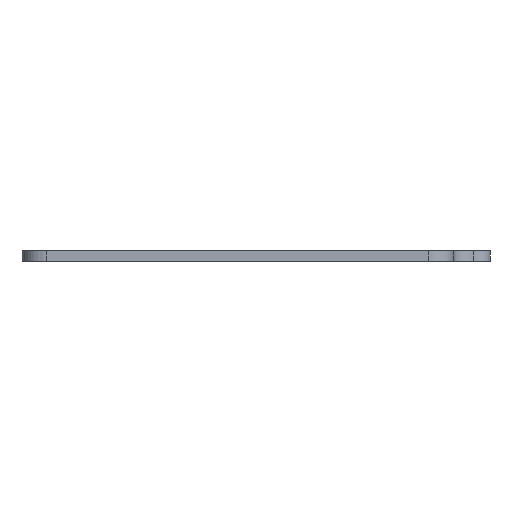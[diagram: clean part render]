
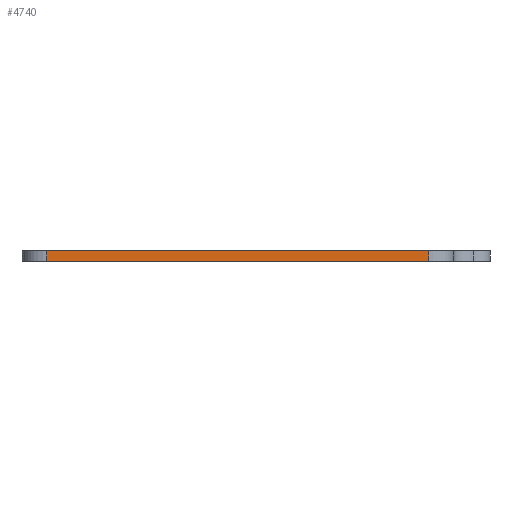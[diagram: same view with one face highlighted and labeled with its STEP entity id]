
A CAD part, front view. The second image highlights one B-rep face of the part: STEP entity #4740.
In plain terms, the highlighted planar face has unit normal (0, -1, 0).
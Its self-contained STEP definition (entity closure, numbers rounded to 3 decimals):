
#189 = VERTEX_POINT('',#190);
#190 = CARTESIAN_POINT('',(-1.75,-104.25,0.));
#197 = EDGE_CURVE('',#198,#189,#200,.T.);
#198 = VERTEX_POINT('',#199);
#199 = CARTESIAN_POINT('',(55.75,-104.25,0.));
#200 = LINE('',#201,#202);
#201 = CARTESIAN_POINT('',(55.75,-104.25,0.));
#202 = VECTOR('',#203,1.);
#203 = DIRECTION('',(-1.,0.,0.));
#2396 = VERTEX_POINT('',#2397);
#2397 = CARTESIAN_POINT('',(-1.75,-104.25,1.51));
#2404 = EDGE_CURVE('',#2405,#2396,#2407,.T.);
#2405 = VERTEX_POINT('',#2406);
#2406 = CARTESIAN_POINT('',(55.75,-104.25,1.51));
#2407 = LINE('',#2408,#2409);
#2408 = CARTESIAN_POINT('',(55.75,-104.25,1.51));
#2409 = VECTOR('',#2410,1.);
#2410 = DIRECTION('',(-1.,0.,0.));
#4712 = EDGE_CURVE('',#198,#2405,#4713,.T.);
#4713 = LINE('',#4714,#4715);
#4714 = CARTESIAN_POINT('',(55.75,-104.25,0.));
#4715 = VECTOR('',#4716,1.);
#4716 = DIRECTION('',(0.,0.,1.));
#4727 = EDGE_CURVE('',#189,#2396,#4728,.T.);
#4728 = LINE('',#4729,#4730);
#4729 = CARTESIAN_POINT('',(-1.75,-104.25,0.));
#4730 = VECTOR('',#4731,1.);
#4731 = DIRECTION('',(0.,0.,1.));
#4740 = ADVANCED_FACE('',(#4741),#4747,.T.);
#4741 = FACE_BOUND('',#4742,.T.);
#4742 = EDGE_LOOP('',(#4743,#4744,#4745,#4746));
#4743 = ORIENTED_EDGE('',*,*,#4712,.T.);
#4744 = ORIENTED_EDGE('',*,*,#2404,.T.);
#4745 = ORIENTED_EDGE('',*,*,#4727,.F.);
#4746 = ORIENTED_EDGE('',*,*,#197,.F.);
#4747 = PLANE('',#4748);
#4748 = AXIS2_PLACEMENT_3D('',#4749,#4750,#4751);
#4749 = CARTESIAN_POINT('',(55.75,-104.25,0.));
#4750 = DIRECTION('',(0.,-1.,0.));
#4751 = DIRECTION('',(-1.,0.,0.));
